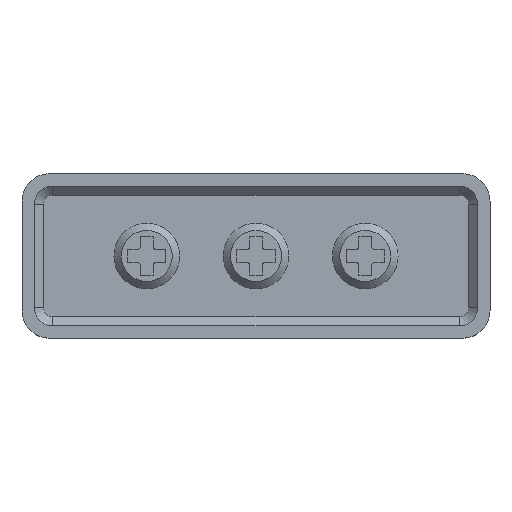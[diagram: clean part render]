
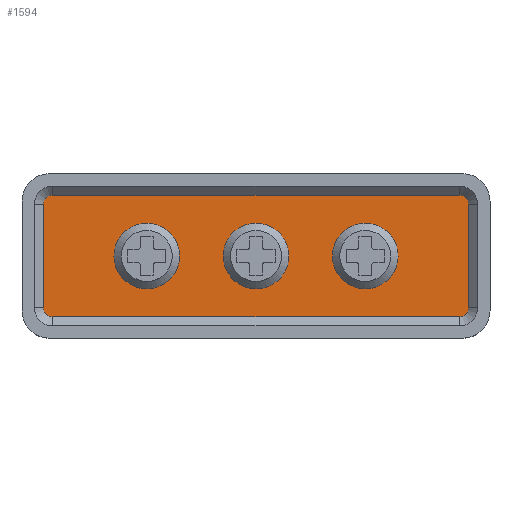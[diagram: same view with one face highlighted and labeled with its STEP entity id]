
A CAD part, top view. The second image highlights one B-rep face of the part: STEP entity #1594.
In plain terms, the highlighted planar face has unit normal (0, 0, 1).
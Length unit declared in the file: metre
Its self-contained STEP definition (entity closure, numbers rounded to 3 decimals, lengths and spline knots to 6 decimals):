
#58=CIRCLE('',#1715,0.001);
#59=CIRCLE('',#1716,0.001);
#60=CIRCLE('',#1717,0.001);
#61=CIRCLE('',#1718,0.001);
#62=CIRCLE('',#1719,0.0036);
#63=CIRCLE('',#1720,0.0036);
#64=CIRCLE('',#1721,0.0036);
#159=ORIENTED_EDGE('',*,*,#617,.T.);
#160=ORIENTED_EDGE('',*,*,#618,.T.);
#161=ORIENTED_EDGE('',*,*,#619,.T.);
#162=ORIENTED_EDGE('',*,*,#620,.T.);
#163=ORIENTED_EDGE('',*,*,#621,.T.);
#164=ORIENTED_EDGE('',*,*,#622,.T.);
#165=ORIENTED_EDGE('',*,*,#623,.T.);
#166=ORIENTED_EDGE('',*,*,#624,.T.);
#167=ORIENTED_EDGE('',*,*,#625,.T.);
#168=ORIENTED_EDGE('',*,*,#626,.T.);
#169=ORIENTED_EDGE('',*,*,#627,.T.);
#617=EDGE_CURVE('',#842,#843,#58,.T.);
#618=EDGE_CURVE('',#843,#844,#991,.T.);
#619=EDGE_CURVE('',#844,#845,#59,.T.);
#620=EDGE_CURVE('',#845,#846,#992,.T.);
#621=EDGE_CURVE('',#846,#847,#60,.T.);
#622=EDGE_CURVE('',#847,#848,#993,.T.);
#623=EDGE_CURVE('',#848,#849,#61,.T.);
#624=EDGE_CURVE('',#849,#842,#994,.T.);
#625=EDGE_CURVE('',#850,#850,#62,.F.);
#626=EDGE_CURVE('',#851,#851,#63,.F.);
#627=EDGE_CURVE('',#852,#852,#64,.F.);
#842=VERTEX_POINT('',#2427);
#843=VERTEX_POINT('',#2428);
#844=VERTEX_POINT('',#2430);
#845=VERTEX_POINT('',#2432);
#846=VERTEX_POINT('',#2434);
#847=VERTEX_POINT('',#2436);
#848=VERTEX_POINT('',#2438);
#849=VERTEX_POINT('',#2440);
#850=VERTEX_POINT('',#2443);
#851=VERTEX_POINT('',#2445);
#852=VERTEX_POINT('',#2447);
#991=LINE('',#2429,#1167);
#992=LINE('',#2433,#1168);
#993=LINE('',#2437,#1169);
#994=LINE('',#2441,#1170);
#1167=VECTOR('',#1930,1.);
#1168=VECTOR('',#1933,1.);
#1169=VECTOR('',#1936,1.);
#1170=VECTOR('',#1939,1.);
#1318=EDGE_LOOP('',(#159,#160,#161,#162,#163,#164,#165,#166));
#1319=EDGE_LOOP('',(#167));
#1320=EDGE_LOOP('',(#168));
#1321=EDGE_LOOP('',(#169));
#1426=FACE_BOUND('',#1318,.T.);
#1427=FACE_BOUND('',#1319,.T.);
#1428=FACE_BOUND('',#1320,.T.);
#1429=FACE_BOUND('',#1321,.T.);
#1533=PLANE('',#1714);
#1594=ADVANCED_FACE('',(#1426,#1427,#1428,#1429),#1533,.T.);
#1714=AXIS2_PLACEMENT_3D('',#2425,#1926,#1927);
#1715=AXIS2_PLACEMENT_3D('',#2426,#1928,#1929);
#1716=AXIS2_PLACEMENT_3D('',#2431,#1931,#1932);
#1717=AXIS2_PLACEMENT_3D('',#2435,#1934,#1935);
#1718=AXIS2_PLACEMENT_3D('',#2439,#1937,#1938);
#1719=AXIS2_PLACEMENT_3D('',#2442,#1940,#1941);
#1720=AXIS2_PLACEMENT_3D('',#2444,#1942,#1943);
#1721=AXIS2_PLACEMENT_3D('',#2446,#1944,#1945);
#1926=DIRECTION('',(0.,0.,1.));
#1927=DIRECTION('',(1.,0.,0.));
#1928=DIRECTION('',(0.,0.,1.));
#1929=DIRECTION('',(1.,0.,0.));
#1930=DIRECTION('',(-1.,0.,0.));
#1931=DIRECTION('',(0.,0.,1.));
#1932=DIRECTION('',(1.,0.,0.));
#1933=DIRECTION('',(0.,-1.,0.));
#1934=DIRECTION('',(0.,0.,1.));
#1935=DIRECTION('',(1.,0.,0.));
#1936=DIRECTION('',(1.,0.,0.));
#1937=DIRECTION('',(0.,0.,1.));
#1938=DIRECTION('',(1.,0.,0.));
#1939=DIRECTION('',(0.,1.,0.));
#1940=DIRECTION('',(0.,0.,1.));
#1941=DIRECTION('',(1.,0.,0.));
#1942=DIRECTION('',(0.,0.,1.));
#1943=DIRECTION('',(1.,0.,0.));
#1944=DIRECTION('',(0.,0.,1.));
#1945=DIRECTION('',(1.,0.,0.));
#2425=CARTESIAN_POINT('',(0.068324,0.172724,0.0012));
#2426=CARTESIAN_POINT('',(0.09219,0.259881,0.0012));
#2427=CARTESIAN_POINT('',(0.09319,0.259881,0.0012));
#2428=CARTESIAN_POINT('',(0.09219,0.260881,0.0012));
#2429=CARTESIAN_POINT('',(0.04749,0.260881,0.0012));
#2430=CARTESIAN_POINT('',(0.04749,0.260881,0.0012));
#2431=CARTESIAN_POINT('',(0.04749,0.259881,0.0012));
#2432=CARTESIAN_POINT('',(0.04649,0.259881,0.0012));
#2433=CARTESIAN_POINT('',(0.04649,0.172724,0.0012));
#2434=CARTESIAN_POINT('',(0.04649,0.248531,0.0012));
#2435=CARTESIAN_POINT('',(0.04749,0.248531,0.0012));
#2436=CARTESIAN_POINT('',(0.04749,0.247531,0.0012));
#2437=CARTESIAN_POINT('',(0.068324,0.247531,0.0012));
#2438=CARTESIAN_POINT('',(0.09219,0.247531,0.0012));
#2439=CARTESIAN_POINT('',(0.09219,0.248531,0.0012));
#2440=CARTESIAN_POINT('',(0.09319,0.248531,0.0012));
#2441=CARTESIAN_POINT('',(0.09319,0.259881,0.0012));
#2442=CARTESIAN_POINT('',(0.05784,0.254206,0.0012));
#2443=CARTESIAN_POINT('',(0.06144,0.254206,0.0012));
#2444=CARTESIAN_POINT('',(0.08184,0.254206,0.0012));
#2445=CARTESIAN_POINT('',(0.08544,0.254206,0.0012));
#2446=CARTESIAN_POINT('',(0.06984,0.254206,0.0012));
#2447=CARTESIAN_POINT('',(0.07344,0.254206,0.0012));
